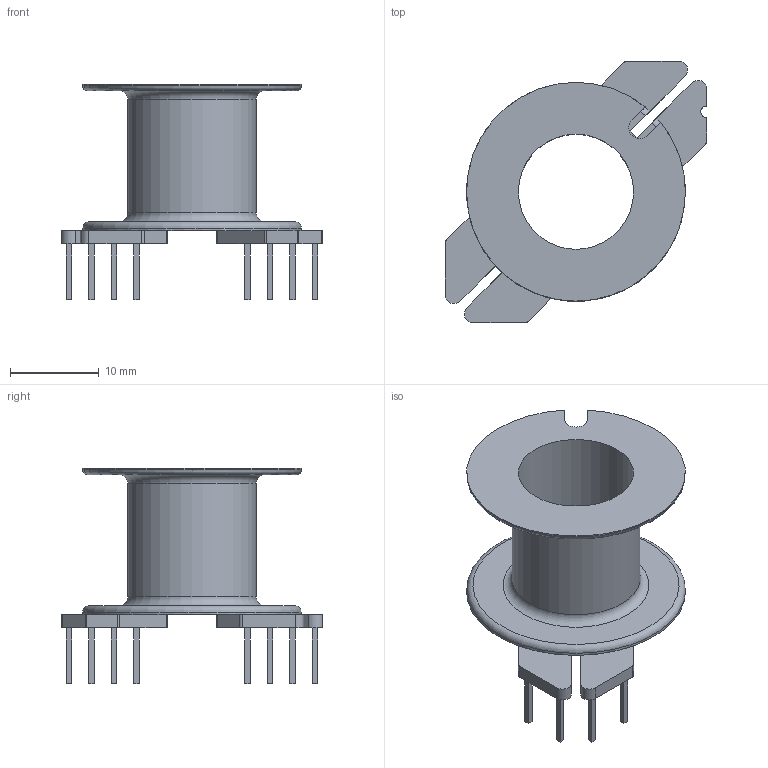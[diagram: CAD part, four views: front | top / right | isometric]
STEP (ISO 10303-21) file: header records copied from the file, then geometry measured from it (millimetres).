
FILE_DESCRIPTION(/* description */ ('Unknown'),/* implementation_level */ '2;1');
FILE_NAME(/* name */ 'B65816N1012D001',/* time_stamp */ '2024-08-29T10:09:30+02:00',/* author */ ('Unknown'),/* organization */ ('Unknown'),/* preprocessor_version */ 'ST-DEVELOPER v19.4',/* originating_system */ 'Solid Edge',/* authorisation */ 'Unknown');
FILE_SCHEMA (('AUTOMOTIVE_DESIGN {1 0 10303 214 3 1 1}'));
Length unit declared in the file: millimetre
Products named in the file (1): B65816N1012D001
Bounding box: 29.48 x 29.48 x 24.3 mm (x, y, z)
Volume: 1400.2 mm3; surface area: 3321.6 mm2
Topology: 1 solids, 1 shells, 132 faces, 340 edges, 224 vertices
Faces by surface type: plane 106, cylinder 22, torus 4
Full cylindrical faces by diameter (mm): 13 x1, 14.5 x1
Entity records: 4914 total; most frequent: CARTESIAN_POINT 705, ORIENTED_EDGE 672, DIRECTION 656, EDGE_CURVE 336, LINE 274, VECTOR 274, VERTEX_POINT 224, AXIS2_PLACEMENT_3D 191
